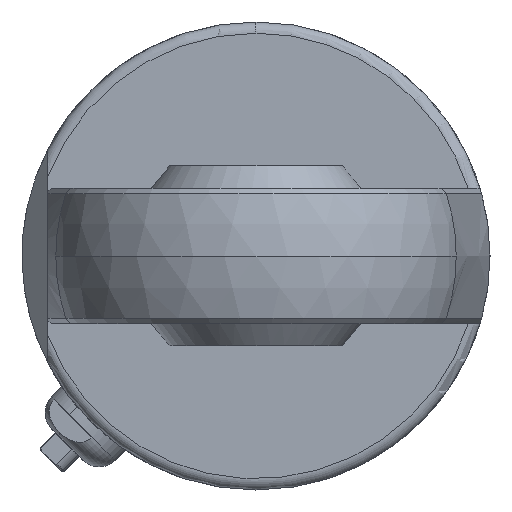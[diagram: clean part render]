
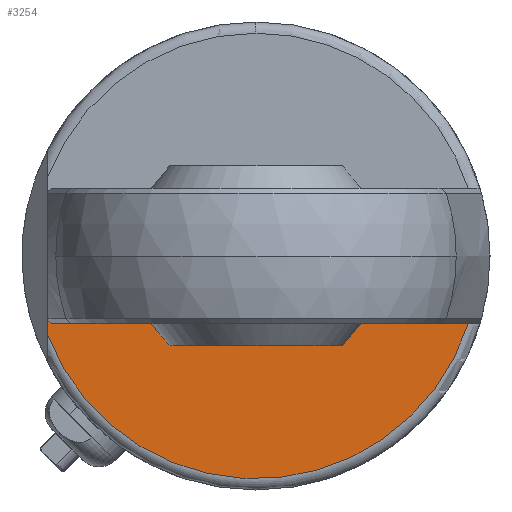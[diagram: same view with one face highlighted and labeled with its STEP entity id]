
A CAD part, left-side view. The second image highlights one B-rep face of the part: STEP entity #3254.
In plain terms, the highlighted planar face has unit normal (-1, 0, 0).
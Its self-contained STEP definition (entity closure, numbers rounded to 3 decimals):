
#10 = VERTEX_POINT ( 'NONE', #17929 ) ;
#153 = ORIENTED_EDGE ( 'NONE', *, *, #7737, .T. ) ;
#717 = FACE_OUTER_BOUND ( 'NONE', #20757, .T. ) ;
#777 = VERTEX_POINT ( 'NONE', #27762 ) ;
#928 = VERTEX_POINT ( 'NONE', #14652 ) ;
#979 = AXIS2_PLACEMENT_3D ( 'NONE', #27137, #6083, #19782 ) ;
#998 = CARTESIAN_POINT ( 'NONE',  ( -43.5, -18.869, -6. ) ) ;
#1340 = VECTOR ( 'NONE', #15430, 1000. ) ;
#2180 = ORIENTED_EDGE ( 'NONE', *, *, #25341, .T. ) ;
#3254 = ADVANCED_FACE ( 'NONE', ( #717 ), #26274, .T. ) ;
#5582 = DIRECTION ( 'NONE',  ( 0., 0.707, 0.707 ) ) ;
#5655 = CARTESIAN_POINT ( 'NONE',  ( -43.5, -22., -24. ) ) ;
#5998 = EDGE_CURVE ( 'NONE', #928, #10, #9825, .T. ) ;
#6083 = DIRECTION ( 'NONE',  ( -1., 0., 0. ) ) ;
#7737 = EDGE_CURVE ( 'NONE', #10, #23909, #13930, .T. ) ;
#9825 = LINE ( 'NONE', #23819, #23974 ) ;
#11883 = VECTOR ( 'NONE', #5582, 1000. ) ;
#12643 = LINE ( 'NONE', #21991, #11883 ) ;
#13599 = CARTESIAN_POINT ( 'NONE',  ( -43.5, 24., -6. ) ) ;
#13930 = CIRCLE ( 'NONE', #979, 19.8 ) ;
#14652 = CARTESIAN_POINT ( 'NONE',  ( -43.5, 18.5, -5.7 ) ) ;
#14828 = DIRECTION ( 'NONE',  ( 0., 0., 1. ) ) ;
#15145 = ORIENTED_EDGE ( 'NONE', *, *, #25755, .T. ) ;
#15430 = DIRECTION ( 'NONE',  ( 0., 1., 0. ) ) ;
#16952 = DIRECTION ( 'NONE',  ( -1., 0., 0. ) ) ;
#17929 = CARTESIAN_POINT ( 'NONE',  ( -43.5, 18.5, -7.056 ) ) ;
#19782 = DIRECTION ( 'NONE',  ( 0., 0., 1. ) ) ;
#20324 = AXIS2_PLACEMENT_3D ( 'NONE', #5655, #16952, #14828 ) ;
#20757 = EDGE_LOOP ( 'NONE', ( #26676, #153, #2180, #15145 ) ) ;
#21991 = CARTESIAN_POINT ( 'NONE',  ( -43.5, 18.5, -5.7 ) ) ;
#23819 = CARTESIAN_POINT ( 'NONE',  ( -43.5, 18.5, 20.8 ) ) ;
#23909 = VERTEX_POINT ( 'NONE', #998 ) ;
#23974 = VECTOR ( 'NONE', #28159, 1000. ) ;
#24603 = LINE ( 'NONE', #13599, #1340 ) ;
#25341 = EDGE_CURVE ( 'NONE', #23909, #777, #24603, .T. ) ;
#25755 = EDGE_CURVE ( 'NONE', #777, #928, #12643, .T. ) ;
#26274 = PLANE ( 'NONE',  #20324 ) ;
#26676 = ORIENTED_EDGE ( 'NONE', *, *, #5998, .T. ) ;
#27137 = CARTESIAN_POINT ( 'NONE',  ( -43.5, 0., 0. ) ) ;
#27762 = CARTESIAN_POINT ( 'NONE',  ( -43.5, 18.2, -6. ) ) ;
#28159 = DIRECTION ( 'NONE',  ( 0., 0., -1. ) ) ;
